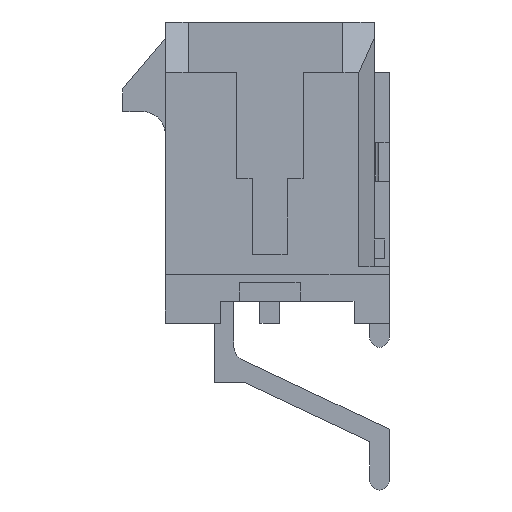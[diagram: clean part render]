
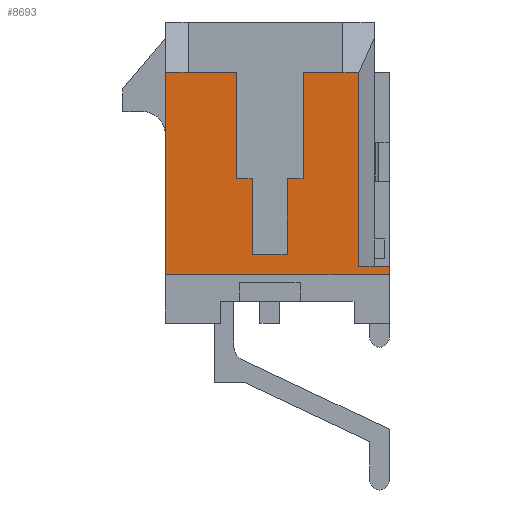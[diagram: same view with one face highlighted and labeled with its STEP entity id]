
A CAD part, left-side view. The second image highlights one B-rep face of the part: STEP entity #8693.
In plain terms, the highlighted planar face has unit normal (-1, 0, 0).
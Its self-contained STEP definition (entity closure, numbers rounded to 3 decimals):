
#1342=DIRECTION('',(0.,0.,-1.));
#1343=VECTOR('',#1342,3.5);
#1344=CARTESIAN_POINT('',(-10.825,-1.1,3.305));
#1345=LINE('',#1344,#1343);
#1346=DIRECTION('',(0.,1.,0.));
#1347=VECTOR('',#1346,1.31);
#1348=CARTESIAN_POINT('',(-10.825,-2.41,3.305));
#1349=LINE('',#1348,#1347);
#1350=DIRECTION('',(0.,-1.,0.));
#1351=VECTOR('',#1350,0.525);
#1352=CARTESIAN_POINT('',(-10.825,-2.41,3.305));
#1353=LINE('',#1352,#1351);
#1354=DIRECTION('',(0.,0.,-1.));
#1355=VECTOR('',#1354,6.41);
#1356=CARTESIAN_POINT('',(-10.825,-2.935,3.305));
#1357=LINE('',#1356,#1355);
#1358=DIRECTION('',(0.,0.,-1.));
#1359=VECTOR('',#1358,0.25);
#1360=CARTESIAN_POINT('',(-10.825,-3.935,-3.105));
#1361=LINE('',#1360,#1359);
#1362=DIRECTION('',(0.,1.,0.));
#1363=VECTOR('',#1362,7.37);
#1364=CARTESIAN_POINT('',(-10.825,-3.935,-3.355));
#1365=LINE('',#1364,#1363);
#1366=DIRECTION('',(0.,0.,1.));
#1367=VECTOR('',#1366,6.66);
#1368=CARTESIAN_POINT('',(-10.825,3.435,-3.355));
#1369=LINE('',#1368,#1367);
#1370=DIRECTION('',(0.,-1.,0.));
#1371=VECTOR('',#1370,0.755);
#1372=CARTESIAN_POINT('',(-10.825,3.435,3.305));
#1373=LINE('',#1372,#1371);
#1374=DIRECTION('',(0.,1.,0.));
#1375=VECTOR('',#1374,1.58);
#1376=CARTESIAN_POINT('',(-10.825,1.1,3.305));
#1377=LINE('',#1376,#1375);
#1378=DIRECTION('',(0.,0.,-1.));
#1379=VECTOR('',#1378,3.5);
#1380=CARTESIAN_POINT('',(-10.825,1.1,3.305));
#1381=LINE('',#1380,#1379);
#1382=DIRECTION('',(0.,1.,0.));
#1383=VECTOR('',#1382,0.525);
#1384=CARTESIAN_POINT('',(-10.825,0.575,-0.195));
#1385=LINE('',#1384,#1383);
#1386=DIRECTION('',(0.,0.,1.));
#1387=VECTOR('',#1386,2.5);
#1388=CARTESIAN_POINT('',(-10.825,0.575,-2.695));
#1389=LINE('',#1388,#1387);
#1390=DIRECTION('',(0.,1.,0.));
#1391=VECTOR('',#1390,1.15);
#1392=CARTESIAN_POINT('',(-10.825,-0.575,-2.695));
#1393=LINE('',#1392,#1391);
#1394=DIRECTION('',(0.,0.,-1.));
#1395=VECTOR('',#1394,2.5);
#1396=CARTESIAN_POINT('',(-10.825,-0.575,-0.195));
#1397=LINE('',#1396,#1395);
#1398=DIRECTION('',(0.,1.,0.));
#1399=VECTOR('',#1398,0.525);
#1400=CARTESIAN_POINT('',(-10.825,-1.1,-0.195));
#1401=LINE('',#1400,#1399);
#2220=DIRECTION('',(0.,1.,0.));
#2221=VECTOR('',#2220,1.);
#2222=CARTESIAN_POINT('',(-10.825,-3.935,-3.105));
#2223=LINE('',#2222,#2221);
#5360=CARTESIAN_POINT('',(-10.825,3.435,3.305));
#5362=VERTEX_POINT('',#5360);
#5409=CARTESIAN_POINT('',(-10.825,-3.935,-3.105));
#5410=CARTESIAN_POINT('',(-10.825,-2.935,-3.105));
#5411=VERTEX_POINT('',#5409);
#5412=VERTEX_POINT('',#5410);
#5417=CARTESIAN_POINT('',(-10.825,2.68,3.305));
#5418=VERTEX_POINT('',#5417);
#5419=CARTESIAN_POINT('',(-10.825,-2.41,3.305));
#5420=VERTEX_POINT('',#5419);
#5539=CARTESIAN_POINT('',(-10.825,-1.1,3.305));
#5540=CARTESIAN_POINT('',(-10.825,-1.1,-0.195));
#5541=VERTEX_POINT('',#5539);
#5542=VERTEX_POINT('',#5540);
#5543=CARTESIAN_POINT('',(-10.825,-0.575,-0.195));
#5544=VERTEX_POINT('',#5543);
#5545=CARTESIAN_POINT('',(-10.825,-0.575,-2.695));
#5546=VERTEX_POINT('',#5545);
#5547=CARTESIAN_POINT('',(-10.825,0.575,-2.695));
#5548=VERTEX_POINT('',#5547);
#5549=CARTESIAN_POINT('',(-10.825,0.575,-0.195));
#5550=VERTEX_POINT('',#5549);
#5551=CARTESIAN_POINT('',(-10.825,1.1,-0.195));
#5552=VERTEX_POINT('',#5551);
#5553=CARTESIAN_POINT('',(-10.825,1.1,3.305));
#5554=VERTEX_POINT('',#5553);
#6505=CARTESIAN_POINT('',(-10.825,-3.935,-3.355));
#6506=CARTESIAN_POINT('',(-10.825,3.435,-3.355));
#6507=VERTEX_POINT('',#6505);
#6508=VERTEX_POINT('',#6506);
#6513=CARTESIAN_POINT('',(-10.825,-2.935,3.305));
#6514=VERTEX_POINT('',#6513);
#8658=CARTESIAN_POINT('',(-10.825,0.,0.));
#8659=DIRECTION('',(1.,0.,0.));
#8660=DIRECTION('',(0.,0.,-1.));
#8661=AXIS2_PLACEMENT_3D('',#8658,#8659,#8660);
#8662=PLANE('',#8661);
#8664=ORIENTED_EDGE('',*,*,#8663,.F.);
#8666=ORIENTED_EDGE('',*,*,#8665,.F.);
#8668=ORIENTED_EDGE('',*,*,#8667,.T.);
#8670=ORIENTED_EDGE('',*,*,#8669,.T.);
#8672=ORIENTED_EDGE('',*,*,#8671,.F.);
#8674=ORIENTED_EDGE('',*,*,#8673,.T.);
#8676=ORIENTED_EDGE('',*,*,#8675,.T.);
#8677=ORIENTED_EDGE('',*,*,#7977,.T.);
#8679=ORIENTED_EDGE('',*,*,#8678,.T.);
#8681=ORIENTED_EDGE('',*,*,#8680,.F.);
#8683=ORIENTED_EDGE('',*,*,#8682,.T.);
#8685=ORIENTED_EDGE('',*,*,#8684,.F.);
#8686=ORIENTED_EDGE('',*,*,#8651,.F.);
#8687=ORIENTED_EDGE('',*,*,#8538,.F.);
#8688=ORIENTED_EDGE('',*,*,#8609,.F.);
#8690=ORIENTED_EDGE('',*,*,#8689,.F.);
#8691=EDGE_LOOP('',(#8664,#8666,#8668,#8670,#8672,#8674,#8676,#8677,#8679,#8681,
#8683,#8685,#8686,#8687,#8688,#8690));
#8692=FACE_OUTER_BOUND('',#8691,.F.);
#8693=ADVANCED_FACE('',(#8692),#8662,.F.);
#7977=EDGE_CURVE('',#6508,#5362,#1369,.T.);
#8538=EDGE_CURVE('',#5546,#5548,#1393,.T.);
#8609=EDGE_CURVE('',#5544,#5546,#1397,.T.);
#8651=EDGE_CURVE('',#5548,#5550,#1389,.T.);
#8663=EDGE_CURVE('',#5541,#5542,#1345,.T.);
#8665=EDGE_CURVE('',#5420,#5541,#1349,.T.);
#8667=EDGE_CURVE('',#5420,#6514,#1353,.T.);
#8669=EDGE_CURVE('',#6514,#5412,#1357,.T.);
#8671=EDGE_CURVE('',#5411,#5412,#2223,.T.);
#8673=EDGE_CURVE('',#5411,#6507,#1361,.T.);
#8675=EDGE_CURVE('',#6507,#6508,#1365,.T.);
#8678=EDGE_CURVE('',#5362,#5418,#1373,.T.);
#8680=EDGE_CURVE('',#5554,#5418,#1377,.T.);
#8682=EDGE_CURVE('',#5554,#5552,#1381,.T.);
#8684=EDGE_CURVE('',#5550,#5552,#1385,.T.);
#8689=EDGE_CURVE('',#5542,#5544,#1401,.T.);
